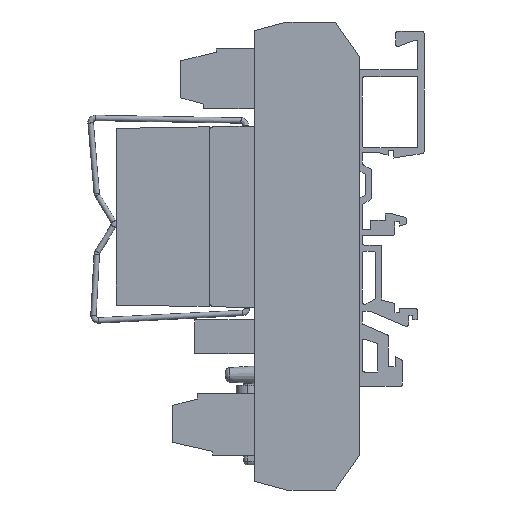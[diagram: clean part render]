
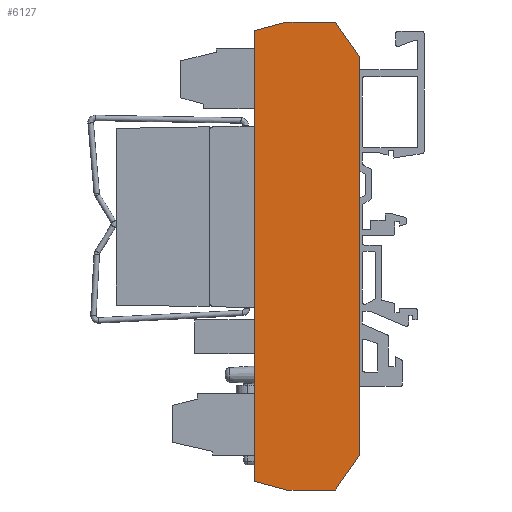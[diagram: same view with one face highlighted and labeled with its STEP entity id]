
A CAD part, left-side view. The second image highlights one B-rep face of the part: STEP entity #6127.
In plain terms, the highlighted planar face has unit normal (-1, 0, 0).
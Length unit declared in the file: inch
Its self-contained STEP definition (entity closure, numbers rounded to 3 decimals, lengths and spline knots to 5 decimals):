
#88 = DIRECTION ( 'NONE',  ( 0., 0., 1. ) ) ;
#402 = CARTESIAN_POINT ( 'NONE',  ( -0.44, -0.68, 1.52 ) ) ;
#522 = CARTESIAN_POINT ( 'NONE',  ( -0.44, -2.00337, -0.59337 ) ) ;
#889 = ORIENTED_EDGE ( 'NONE', *, *, #1916, .F. ) ;
#1029 = ORIENTED_EDGE ( 'NONE', *, *, #1765, .F. ) ;
#1325 = VERTEX_POINT ( 'NONE', #2322 ) ;
#1541 = CARTESIAN_POINT ( 'NONE',  ( -0.44, 0., -1.52 ) ) ;
#1546 = CARTESIAN_POINT ( 'NONE',  ( -0.44, -0.52357, -1.52 ) ) ;
#1759 = CARTESIAN_POINT ( 'NONE',  ( -0.44, -0.68, -1.52 ) ) ;
#1765 = EDGE_CURVE ( 'NONE', #7716, #3109, #8465, .T. ) ;
#1916 = EDGE_CURVE ( 'NONE', #8399, #7716, #7891, .T. ) ;
#1956 = CARTESIAN_POINT ( 'NONE',  ( -0.44, -0.2096, -1.52 ) ) ;
#2322 = CARTESIAN_POINT ( 'NONE',  ( -0.44, 0., 1.46384 ) ) ;
#2604 = EDGE_LOOP ( 'NONE', ( #3759, #9834, #5768, #9103, #9508, #9534, #1029, #889 ) ) ;
#2746 = EDGE_CURVE ( 'NONE', #3109, #9699, #3065, .T. ) ;
#2962 = DIRECTION ( 'NONE',  ( 0., 0.574, -0.819 ) ) ;
#3065 = LINE ( 'NONE', #4666, #7673 ) ;
#3109 = VERTEX_POINT ( 'NONE', #1956 ) ;
#3383 = VERTEX_POINT ( 'NONE', #4465 ) ;
#3759 = ORIENTED_EDGE ( 'NONE', *, *, #9873, .T. ) ;
#3844 = CARTESIAN_POINT ( 'NONE',  ( -0.44, 0.11151, 1.43396 ) ) ;
#4389 = EDGE_CURVE ( 'NONE', #9699, #1325, #9434, .T. ) ;
#4414 = LINE ( 'NONE', #3844, #10624 ) ;
#4465 = CARTESIAN_POINT ( 'NONE',  ( -0.44, -0.52357, 1.52 ) ) ;
#4666 = CARTESIAN_POINT ( 'NONE',  ( -0.44, -0.64849, -1.6376 ) ) ;
#4912 = DIRECTION ( 'NONE',  ( 0., 0.574, 0.819 ) ) ;
#5316 = FACE_OUTER_BOUND ( 'NONE', #2604, .T. ) ;
#5346 = DIRECTION ( 'NONE',  ( -1., 0., 0. ) ) ;
#5369 = EDGE_CURVE ( 'NONE', #7986, #1325, #4414, .T. ) ;
#5768 = ORIENTED_EDGE ( 'NONE', *, *, #6396, .T. ) ;
#6085 = AXIS2_PLACEMENT_3D ( 'NONE', #6186, #5346, #88 ) ;
#6127 = ADVANCED_FACE ( 'NONE', ( #5316 ), #10413, .T. ) ;
#6139 = CARTESIAN_POINT ( 'NONE',  ( -0.44, 0., -1.46384 ) ) ;
#6186 = CARTESIAN_POINT ( 'NONE',  ( -0.44, -0.68, -1.52 ) ) ;
#6349 = VECTOR ( 'NONE', #9883, 39.37008 ) ;
#6396 = EDGE_CURVE ( 'NONE', #3383, #7986, #7195, .T. ) ;
#6463 = DIRECTION ( 'NONE',  ( 0., 0.966, -0.259 ) ) ;
#6468 = EDGE_CURVE ( 'NONE', #9199, #3383, #8939, .T. ) ;
#6681 = VECTOR ( 'NONE', #4912, 39.37008 ) ;
#7151 = VECTOR ( 'NONE', #8530, 39.37008 ) ;
#7195 = LINE ( 'NONE', #402, #9210 ) ;
#7673 = VECTOR ( 'NONE', #10573, 39.37008 ) ;
#7716 = VERTEX_POINT ( 'NONE', #1546 ) ;
#7820 = DIRECTION ( 'NONE',  ( 0., 1., 0. ) ) ;
#7891 = LINE ( 'NONE', #8155, #9864 ) ;
#7986 = VERTEX_POINT ( 'NONE', #8913 ) ;
#8155 = CARTESIAN_POINT ( 'NONE',  ( -0.44, -0.57503, -1.4465 ) ) ;
#8399 = VERTEX_POINT ( 'NONE', #9472 ) ;
#8465 = LINE ( 'NONE', #1759, #10388 ) ;
#8530 = DIRECTION ( 'NONE',  ( 0., 0., 1. ) ) ;
#8633 = LINE ( 'NONE', #10686, #6349 ) ;
#8672 = CARTESIAN_POINT ( 'NONE',  ( -0.44, -0.68, 1.2966 ) ) ;
#8913 = CARTESIAN_POINT ( 'NONE',  ( -0.44, -0.2096, 1.52 ) ) ;
#8939 = LINE ( 'NONE', #522, #6681 ) ;
#9103 = ORIENTED_EDGE ( 'NONE', *, *, #5369, .T. ) ;
#9112 = DIRECTION ( 'NONE',  ( 0., 1., 0. ) ) ;
#9199 = VERTEX_POINT ( 'NONE', #8672 ) ;
#9210 = VECTOR ( 'NONE', #9112, 39.37008 ) ;
#9434 = LINE ( 'NONE', #1541, #7151 ) ;
#9472 = CARTESIAN_POINT ( 'NONE',  ( -0.44, -0.68, -1.2966 ) ) ;
#9508 = ORIENTED_EDGE ( 'NONE', *, *, #4389, .F. ) ;
#9534 = ORIENTED_EDGE ( 'NONE', *, *, #2746, .F. ) ;
#9699 = VERTEX_POINT ( 'NONE', #6139 ) ;
#9834 = ORIENTED_EDGE ( 'NONE', *, *, #6468, .T. ) ;
#9864 = VECTOR ( 'NONE', #2962, 39.37008 ) ;
#9873 = EDGE_CURVE ( 'NONE', #8399, #9199, #8633, .T. ) ;
#9883 = DIRECTION ( 'NONE',  ( 0., 0., 1. ) ) ;
#10388 = VECTOR ( 'NONE', #7820, 39.37008 ) ;
#10413 = PLANE ( 'NONE',  #6085 ) ;
#10573 = DIRECTION ( 'NONE',  ( 0., 0.966, 0.259 ) ) ;
#10624 = VECTOR ( 'NONE', #6463, 39.37008 ) ;
#10686 = CARTESIAN_POINT ( 'NONE',  ( -0.44, -0.68, -1.52 ) ) ;
